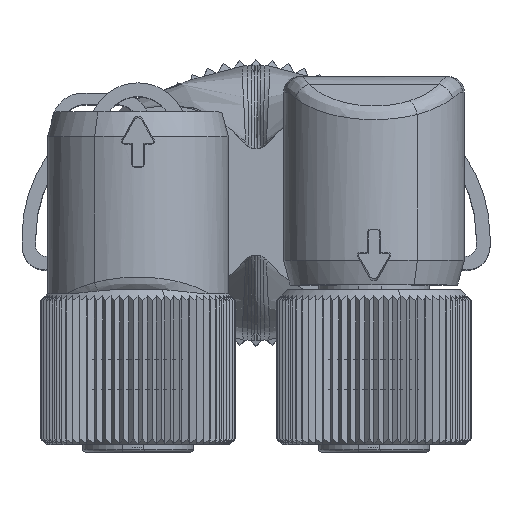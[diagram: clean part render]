
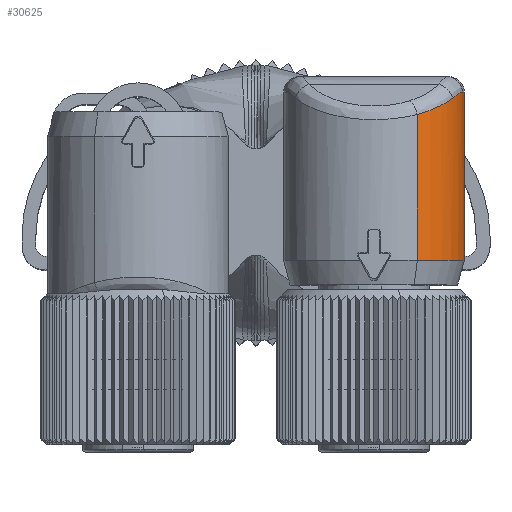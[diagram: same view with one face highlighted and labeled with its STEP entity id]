
A CAD part, top view. The second image highlights one B-rep face of the part: STEP entity #30625.
In plain terms, the highlighted cylindrical face has radius 4.6 mm (diameter 9.2 mm), a partial arc.
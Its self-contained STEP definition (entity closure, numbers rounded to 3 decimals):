
#30459=AXIS2_PLACEMENT_3D('Circle Axis2P3D',#30457,#30458,$) ;
#30499=AXIS2_PLACEMENT_3D('Cylinder Axis2P3D',#30496,#30497,#30498) ;
#30590=AXIS2_PLACEMENT_3D('Circle Axis2P3D',#30588,#30589,$) ;
#30457=CARTESIAN_POINT('Axis2P3D Location',(17.9,9.75,148.8)) ;
#30461=CARTESIAN_POINT('Vertex',(20.105,9.75,152.837)) ;
#30463=CARTESIAN_POINT('Vertex',(20.972,9.75,145.376)) ;
#30496=CARTESIAN_POINT('Axis2P3D Location',(17.9,13.8,148.8)) ;
#30501=CARTESIAN_POINT('Line Origine',(20.105,14.425,152.837)) ;
#30505=CARTESIAN_POINT('Vertex',(20.105,17.175,152.837)) ;
#30509=CARTESIAN_POINT('Control Point',(21.761,10.791,146.3)) ;
#30510=CARTESIAN_POINT('Control Point',(21.555,10.413,145.982)) ;
#30511=CARTESIAN_POINT('Control Point',(21.294,10.064,145.665)) ;
#30512=CARTESIAN_POINT('Control Point',(20.972,9.75,145.376)) ;
#30513=CARTESIAN_POINT('Vertex',(21.761,10.791,146.3)) ;
#30517=CARTESIAN_POINT('Control Point',(21.761,10.791,146.3)) ;
#30518=CARTESIAN_POINT('Control Point',(21.83,10.915,146.405)) ;
#30519=CARTESIAN_POINT('Control Point',(21.893,11.043,146.511)) ;
#30520=CARTESIAN_POINT('Control Point',(21.951,11.173,146.615)) ;
#30521=CARTESIAN_POINT('Control Point',(22.052,11.428,146.814)) ;
#30522=CARTESIAN_POINT('Control Point',(22.136,11.697,147.002)) ;
#30523=CARTESIAN_POINT('Control Point',(22.171,11.829,147.088)) ;
#30524=CARTESIAN_POINT('Control Point',(22.234,12.106,147.254)) ;
#30525=CARTESIAN_POINT('Control Point',(22.276,12.406,147.381)) ;
#30526=CARTESIAN_POINT('Control Point',(22.292,12.568,147.433)) ;
#30527=CARTESIAN_POINT('Control Point',(22.3,12.734,147.458)) ;
#30528=CARTESIAN_POINT('Control Point',(22.3,12.9,147.458)) ;
#30529=CARTESIAN_POINT('Vertex',(22.3,12.9,147.458)) ;
#30532=CARTESIAN_POINT('Line Origine',(22.3,14.425,147.458)) ;
#30536=CARTESIAN_POINT('Vertex',(22.3,15.74,147.458)) ;
#30540=CARTESIAN_POINT('Control Point',(19.41,18.059,144.455)) ;
#30541=CARTESIAN_POINT('Control Point',(19.72,18.067,144.563)) ;
#30542=CARTESIAN_POINT('Control Point',(20.011,18.038,144.695)) ;
#30543=CARTESIAN_POINT('Control Point',(20.277,17.983,144.845)) ;
#30544=CARTESIAN_POINT('Control Point',(20.706,17.852,145.134)) ;
#30545=CARTESIAN_POINT('Control Point',(21.063,17.676,145.451)) ;
#30546=CARTESIAN_POINT('Control Point',(21.208,17.592,145.595)) ;
#30547=CARTESIAN_POINT('Control Point',(21.483,17.406,145.898)) ;
#30548=CARTESIAN_POINT('Control Point',(21.709,17.196,146.21)) ;
#30549=CARTESIAN_POINT('Control Point',(21.814,17.082,146.372)) ;
#30550=CARTESIAN_POINT('Control Point',(21.953,16.905,146.614)) ;
#30551=CARTESIAN_POINT('Control Point',(22.068,16.707,146.852)) ;
#30552=CARTESIAN_POINT('Control Point',(22.103,16.64,146.928)) ;
#30553=CARTESIAN_POINT('Control Point',(22.155,16.527,147.049)) ;
#30554=CARTESIAN_POINT('Control Point',(22.2,16.402,147.164)) ;
#30555=CARTESIAN_POINT('Control Point',(22.215,16.353,147.206)) ;
#30556=CARTESIAN_POINT('Control Point',(22.251,16.225,147.306)) ;
#30557=CARTESIAN_POINT('Control Point',(22.279,16.075,147.391)) ;
#30558=CARTESIAN_POINT('Control Point',(22.293,15.973,147.437)) ;
#30559=CARTESIAN_POINT('Control Point',(22.3,15.856,147.458)) ;
#30560=CARTESIAN_POINT('Control Point',(22.3,15.74,147.458)) ;
#30561=CARTESIAN_POINT('Vertex',(19.41,18.059,144.455)) ;
#30565=CARTESIAN_POINT('Control Point',(16.39,18.059,144.455)) ;
#30566=CARTESIAN_POINT('Control Point',(17.117,18.041,144.202)) ;
#30567=CARTESIAN_POINT('Control Point',(17.9,18.035,144.112)) ;
#30568=CARTESIAN_POINT('Control Point',(18.683,18.041,144.202)) ;
#30569=CARTESIAN_POINT('Control Point',(19.41,18.059,144.455)) ;
#30570=CARTESIAN_POINT('Vertex',(16.39,18.059,144.455)) ;
#30574=CARTESIAN_POINT('Control Point',(16.39,18.059,144.455)) ;
#30575=CARTESIAN_POINT('Control Point',(16.142,18.065,144.541)) ;
#30576=CARTESIAN_POINT('Control Point',(15.909,18.043,144.646)) ;
#30577=CARTESIAN_POINT('Control Point',(15.695,18.004,144.763)) ;
#30578=CARTESIAN_POINT('Vertex',(15.695,18.004,144.763)) ;
#30581=CARTESIAN_POINT('Line Origine',(15.695,14.425,144.763)) ;
#30585=CARTESIAN_POINT('Vertex',(15.695,18.3,144.763)) ;
#30588=CARTESIAN_POINT('Axis2P3D Location',(17.9,18.3,148.8)) ;
#30592=CARTESIAN_POINT('Vertex',(22.398,18.3,149.764)) ;
#30596=CARTESIAN_POINT('Control Point',(22.398,18.3,149.764)) ;
#30597=CARTESIAN_POINT('Control Point',(22.321,18.3,150.122)) ;
#30598=CARTESIAN_POINT('Control Point',(22.206,18.247,150.474)) ;
#30599=CARTESIAN_POINT('Control Point',(22.056,18.146,150.801)) ;
#30600=CARTESIAN_POINT('Control Point',(21.886,18.005,151.095)) ;
#30601=CARTESIAN_POINT('Vertex',(21.886,18.005,151.095)) ;
#30605=CARTESIAN_POINT('Control Point',(20.105,17.175,152.837)) ;
#30606=CARTESIAN_POINT('Control Point',(20.677,17.324,152.525)) ;
#30607=CARTESIAN_POINT('Control Point',(21.177,17.521,152.111)) ;
#30608=CARTESIAN_POINT('Control Point',(21.581,17.752,151.625)) ;
#30609=CARTESIAN_POINT('Control Point',(21.886,18.005,151.095)) ;
#30458=DIRECTION('Axis2P3D Direction',(0.,1.,0.)) ;
#30497=DIRECTION('Axis2P3D Direction',(0.,1.,0.)) ;
#30498=DIRECTION('Axis2P3D XDirection',(0.479,0.,0.878)) ;
#30502=DIRECTION('Vector Direction',(0.,1.,0.)) ;
#30533=DIRECTION('Vector Direction',(0.,1.,0.)) ;
#30582=DIRECTION('Vector Direction',(0.,1.,0.)) ;
#30589=DIRECTION('Axis2P3D Direction',(0.,1.,0.)) ;
#30503=VECTOR('Line Direction',#30502,1.) ;
#30534=VECTOR('Line Direction',#30533,1.) ;
#30583=VECTOR('Line Direction',#30582,1.) ;
#30612=ORIENTED_EDGE('',*,*,#30507,.T.) ;
#30613=ORIENTED_EDGE('',*,*,#30465,.T.) ;
#30614=ORIENTED_EDGE('',*,*,#30515,.F.) ;
#30615=ORIENTED_EDGE('',*,*,#30531,.T.) ;
#30616=ORIENTED_EDGE('',*,*,#30538,.F.) ;
#30617=ORIENTED_EDGE('',*,*,#30563,.F.) ;
#30618=ORIENTED_EDGE('',*,*,#30572,.F.) ;
#30619=ORIENTED_EDGE('',*,*,#30580,.F.) ;
#30620=ORIENTED_EDGE('',*,*,#30587,.T.) ;
#30621=ORIENTED_EDGE('',*,*,#30594,.F.) ;
#30622=ORIENTED_EDGE('',*,*,#30603,.F.) ;
#30623=ORIENTED_EDGE('',*,*,#30610,.F.) ;
#30625=ADVANCED_FACE('Hauptk\X2\00F6\X0\rper',(#30624),#30500,.T.) ;
#30508=B_SPLINE_CURVE_WITH_KNOTS('',3,(#30509,#30510,#30511,#30512),.UNSPECIFIED.,.F.,.U.,(4,4),(0.,2.268),.UNSPECIFIED.) ;
#30516=B_SPLINE_CURVE_WITH_KNOTS('',5,(#30517,#30518,#30519,#30520,#30521,#30522,#30523,#30524,#30525,#30526,#30527,#30528),.UNSPECIFIED.,.F.,.U.,(6,3,3,6),(0.,1.251,2.393,3.568),.UNSPECIFIED.) ;
#30539=B_SPLINE_CURVE_WITH_KNOTS('',5,(#30540,#30541,#30542,#30543,#30544,#30545,#30546,#30547,#30548,#30549,#30550,#30551,#30552,#30553,#30554,#30555,#30556,#30557,#30558,#30559,#30560),.UNSPECIFIED.,.F.,.U.,(6,3,3,3,3,3,6),(0.,2.24,4.018,5.91,6.821,7.358,8.15),.UNSPECIFIED.) ;
#30564=B_SPLINE_CURVE_WITH_KNOTS('',4,(#30565,#30566,#30567,#30568,#30569),.UNSPECIFIED.,.F.,.U.,(5,5),(1.077,5.429),.UNSPECIFIED.) ;
#30573=B_SPLINE_CURVE_WITH_KNOTS('',3,(#30574,#30575,#30576,#30577),.UNSPECIFIED.,.F.,.U.,(4,4),(0.,1.077),.UNSPECIFIED.) ;
#30595=B_SPLINE_CURVE_WITH_KNOTS('',4,(#30596,#30597,#30598,#30599,#30600),.UNSPECIFIED.,.F.,.U.,(5,5),(11.156,13.352),.UNSPECIFIED.) ;
#30604=B_SPLINE_CURVE_WITH_KNOTS('',4,(#30605,#30606,#30607,#30608,#30609),.UNSPECIFIED.,.F.,.U.,(5,5),(0.,3.481),.UNSPECIFIED.) ;
#30460=CIRCLE('generated circle',#30459,4.6) ;
#30591=CIRCLE('generated circle',#30590,4.6) ;
#30500=CYLINDRICAL_SURFACE('generated cylinder',#30499,4.6) ;
#30465=EDGE_CURVE('',#30462,#30464,#30460,.T.) ;
#30507=EDGE_CURVE('',#30506,#30462,#30504,.F.) ;
#30515=EDGE_CURVE('',#30514,#30464,#30508,.T.) ;
#30531=EDGE_CURVE('',#30514,#30530,#30516,.T.) ;
#30538=EDGE_CURVE('',#30537,#30530,#30535,.F.) ;
#30563=EDGE_CURVE('',#30562,#30537,#30539,.T.) ;
#30572=EDGE_CURVE('',#30571,#30562,#30564,.T.) ;
#30580=EDGE_CURVE('',#30579,#30571,#30573,.F.) ;
#30587=EDGE_CURVE('',#30579,#30586,#30584,.T.) ;
#30594=EDGE_CURVE('',#30593,#30586,#30591,.T.) ;
#30603=EDGE_CURVE('',#30602,#30593,#30595,.F.) ;
#30610=EDGE_CURVE('',#30506,#30602,#30604,.T.) ;
#30611=EDGE_LOOP('',(#30612,#30613,#30614,#30615,#30616,#30617,#30618,#30619,#30620,#30621,#30622,#30623)) ;
#30624=FACE_OUTER_BOUND('',#30611,.T.) ;
#30504=LINE('Line',#30501,#30503) ;
#30535=LINE('Line',#30532,#30534) ;
#30584=LINE('Line',#30581,#30583) ;
#30462=VERTEX_POINT('',#30461) ;
#30464=VERTEX_POINT('',#30463) ;
#30506=VERTEX_POINT('',#30505) ;
#30514=VERTEX_POINT('',#30513) ;
#30530=VERTEX_POINT('',#30529) ;
#30537=VERTEX_POINT('',#30536) ;
#30562=VERTEX_POINT('',#30561) ;
#30571=VERTEX_POINT('',#30570) ;
#30579=VERTEX_POINT('',#30578) ;
#30586=VERTEX_POINT('',#30585) ;
#30593=VERTEX_POINT('',#30592) ;
#30602=VERTEX_POINT('',#30601) ;
